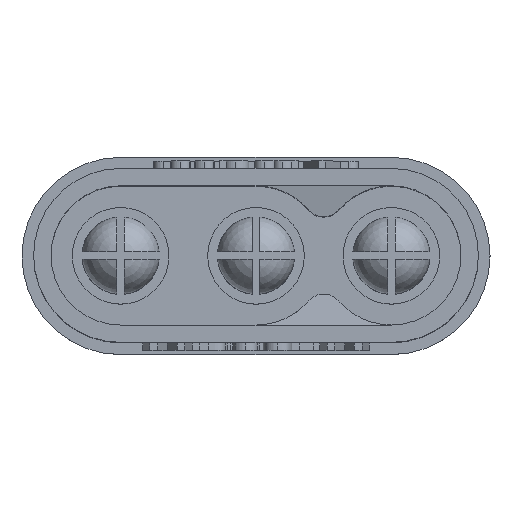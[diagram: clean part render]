
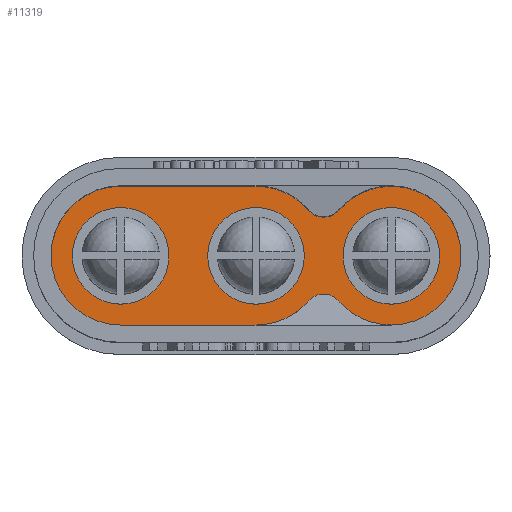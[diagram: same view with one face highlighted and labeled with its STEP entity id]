
A CAD part, top view. The second image highlights one B-rep face of the part: STEP entity #11319.
In plain terms, the highlighted planar face has unit normal (0, 0, 1).
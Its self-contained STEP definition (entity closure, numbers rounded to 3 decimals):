
#8 = CARTESIAN_POINT ( 'NONE',  ( 1.25, 0., 1. ) ) ;
#18 = CARTESIAN_POINT ( 'NONE',  ( -3.5, -1.8, 1. ) ) ;
#80 = AXIS2_PLACEMENT_3D ( 'NONE', #191, #1852, #12438 ) ;
#89 = EDGE_LOOP ( 'NONE', ( #16695, #14711 ) ) ;
#125 = EDGE_CURVE ( 'NONE', #9301, #12998, #10442, .T. ) ;
#154 = VERTEX_POINT ( 'NONE', #8 ) ;
#191 = CARTESIAN_POINT ( 'NONE',  ( -3.5, 0., 1. ) ) ;
#498 = DIRECTION ( 'NONE',  ( 1., 0., 0. ) ) ;
#706 = VECTOR ( 'NONE', #16735, 1000. ) ;
#775 = DIRECTION ( 'NONE',  ( 0., 0., -1. ) ) ;
#793 = DIRECTION ( 'NONE',  ( 0., 0., 1. ) ) ;
#1193 = DIRECTION ( 'NONE',  ( 1., 0., 0. ) ) ;
#1357 = CARTESIAN_POINT ( 'NONE',  ( -3.5, 0., 1. ) ) ;
#1503 = DIRECTION ( 'NONE',  ( 0., 0., 1. ) ) ;
#1607 = AXIS2_PLACEMENT_3D ( 'NONE', #4338, #7408, #11282 ) ;
#1664 = LINE ( 'NONE', #3069, #15105 ) ;
#1852 = DIRECTION ( 'NONE',  ( 0., 0., 1. ) ) ;
#2150 = CIRCLE ( 'NONE', #17385, 1.25 ) ;
#2153 = EDGE_CURVE ( 'NONE', #9317, #17305, #17243, .T. ) ;
#2181 = DIRECTION ( 'NONE',  ( 1., 0., 0. ) ) ;
#2328 = VERTEX_POINT ( 'NONE', #6439 ) ;
#2333 = DIRECTION ( 'NONE',  ( 0., 0., 1. ) ) ;
#2374 = ORIENTED_EDGE ( 'NONE', *, *, #3888, .F. ) ;
#2491 = FACE_BOUND ( 'NONE', #89, .T. ) ;
#2581 = VERTEX_POINT ( 'NONE', #7298 ) ;
#2737 = CIRCLE ( 'NONE', #3846, 1.25 ) ;
#2970 = CARTESIAN_POINT ( 'NONE',  ( 4.75, 0., 1. ) ) ;
#2985 = DIRECTION ( 'NONE',  ( 1., 0., 0. ) ) ;
#3005 = CARTESIAN_POINT ( 'NONE',  ( 3.5, 1.8, 1. ) ) ;
#3069 = CARTESIAN_POINT ( 'NONE',  ( -3.5, -1.8, 1. ) ) ;
#3078 = EDGE_LOOP ( 'NONE', ( #15658, #11509 ) ) ;
#3104 = VERTEX_POINT ( 'NONE', #16235 ) ;
#3656 = DIRECTION ( 'NONE',  ( 1., 0., 0. ) ) ;
#3751 = CARTESIAN_POINT ( 'NONE',  ( 1.75, -1.514, 1. ) ) ;
#3797 = ORIENTED_EDGE ( 'NONE', *, *, #6273, .T. ) ;
#3846 = AXIS2_PLACEMENT_3D ( 'NONE', #9759, #16462, #4372 ) ;
#3865 = AXIS2_PLACEMENT_3D ( 'NONE', #13257, #2333, #3656 ) ;
#3880 = VERTEX_POINT ( 'NONE', #8817 ) ;
#3887 = ORIENTED_EDGE ( 'NONE', *, *, #13303, .T. ) ;
#3888 = EDGE_CURVE ( 'NONE', #2581, #154, #11949, .T. ) ;
#4338 = CARTESIAN_POINT ( 'NONE',  ( 0., 0., 1. ) ) ;
#4372 = DIRECTION ( 'NONE',  ( 1., 0., 0. ) ) ;
#4572 = DIRECTION ( 'NONE',  ( 0., 0., 1. ) ) ;
#4646 = ORIENTED_EDGE ( 'NONE', *, *, #7402, .F. ) ;
#4968 = EDGE_CURVE ( 'NONE', #7848, #5461, #11408, .T. ) ;
#5017 = EDGE_CURVE ( 'NONE', #5461, #12337, #15086, .T. ) ;
#5461 = VERTEX_POINT ( 'NONE', #12367 ) ;
#5568 = CIRCLE ( 'NONE', #13453, 0.514 ) ;
#5901 = CARTESIAN_POINT ( 'NONE',  ( 0., 0., 1. ) ) ;
#6171 = DIRECTION ( 'NONE',  ( 0., 0., 1. ) ) ;
#6212 = DIRECTION ( 'NONE',  ( 1., 0., 0. ) ) ;
#6215 = AXIS2_PLACEMENT_3D ( 'NONE', #16842, #793, #10774 ) ;
#6273 = EDGE_CURVE ( 'NONE', #17305, #14499, #1664, .T. ) ;
#6432 = CARTESIAN_POINT ( 'NONE',  ( 1.75, 1.514, 1. ) ) ;
#6439 = CARTESIAN_POINT ( 'NONE',  ( 2.139, 1.178, 1. ) ) ;
#6709 = CARTESIAN_POINT ( 'NONE',  ( 0., 0., 1. ) ) ;
#6737 = FACE_BOUND ( 'NONE', #3078, .T. ) ;
#7087 = AXIS2_PLACEMENT_3D ( 'NONE', #14341, #7543, #6212 ) ;
#7298 = CARTESIAN_POINT ( 'NONE',  ( -1.25, 0., 1. ) ) ;
#7304 = ORIENTED_EDGE ( 'NONE', *, *, #9189, .T. ) ;
#7402 = EDGE_CURVE ( 'NONE', #154, #2581, #2737, .T. ) ;
#7408 = DIRECTION ( 'NONE',  ( 0., 0., 1. ) ) ;
#7522 = VERTEX_POINT ( 'NONE', #2970 ) ;
#7543 = DIRECTION ( 'NONE',  ( 0., 0., 1. ) ) ;
#7582 = DIRECTION ( 'NONE',  ( 1., 0., 0. ) ) ;
#7725 = AXIS2_PLACEMENT_3D ( 'NONE', #6709, #1503, #13574 ) ;
#7848 = VERTEX_POINT ( 'NONE', #12633 ) ;
#7941 = CARTESIAN_POINT ( 'NONE',  ( -5.3, 0., 1. ) ) ;
#8015 = EDGE_CURVE ( 'NONE', #12998, #9301, #2150, .T. ) ;
#8267 = ORIENTED_EDGE ( 'NONE', *, *, #5017, .T. ) ;
#8325 = ORIENTED_EDGE ( 'NONE', *, *, #4968, .T. ) ;
#8502 = CIRCLE ( 'NONE', #7087, 1.8 ) ;
#8534 = EDGE_CURVE ( 'NONE', #3880, #13982, #5568, .T. ) ;
#8619 = EDGE_CURVE ( 'NONE', #3104, #7522, #10920, .T. ) ;
#8701 = CARTESIAN_POINT ( 'NONE',  ( -4.75, 0., 1. ) ) ;
#8714 = ORIENTED_EDGE ( 'NONE', *, *, #8534, .T. ) ;
#8817 = CARTESIAN_POINT ( 'NONE',  ( 1.361, -1.178, 1. ) ) ;
#9144 = CARTESIAN_POINT ( 'NONE',  ( 2.139, -1.178, 1. ) ) ;
#9189 = EDGE_CURVE ( 'NONE', #12337, #9317, #15102, .T. ) ;
#9217 = CIRCLE ( 'NONE', #1607, 1.8 ) ;
#9301 = VERTEX_POINT ( 'NONE', #10858 ) ;
#9317 = VERTEX_POINT ( 'NONE', #7941 ) ;
#9558 = DIRECTION ( 'NONE',  ( 1., 0., 0. ) ) ;
#9759 = CARTESIAN_POINT ( 'NONE',  ( 0., 0., 1. ) ) ;
#10270 = DIRECTION ( 'NONE',  ( 0., 0., -1. ) ) ;
#10442 = CIRCLE ( 'NONE', #6215, 1.25 ) ;
#10454 = CIRCLE ( 'NONE', #11033, 0.514 ) ;
#10523 = ORIENTED_EDGE ( 'NONE', *, *, #10803, .T. ) ;
#10606 = DIRECTION ( 'NONE',  ( 0., 0., 1. ) ) ;
#10774 = DIRECTION ( 'NONE',  ( 1., 0., 0. ) ) ;
#10803 = EDGE_CURVE ( 'NONE', #13982, #2328, #8502, .T. ) ;
#10858 = CARTESIAN_POINT ( 'NONE',  ( -2.25, 0., 1. ) ) ;
#10920 = CIRCLE ( 'NONE', #3865, 1.25 ) ;
#11033 = AXIS2_PLACEMENT_3D ( 'NONE', #6432, #775, #2181 ) ;
#11088 = DIRECTION ( 'NONE',  ( 0., 0., 1. ) ) ;
#11120 = CARTESIAN_POINT ( 'NONE',  ( 0., -1.8, 1. ) ) ;
#11282 = DIRECTION ( 'NONE',  ( 1., 0., 0. ) ) ;
#11319 = ADVANCED_FACE ( 'NONE', ( #2491, #12191, #6737, #14769 ), #13425, .T. ) ;
#11408 = CIRCLE ( 'NONE', #13674, 1.8 ) ;
#11509 = ORIENTED_EDGE ( 'NONE', *, *, #8619, .F. ) ;
#11898 = CARTESIAN_POINT ( 'NONE',  ( -3.5, 1.8, 1. ) ) ;
#11949 = CIRCLE ( 'NONE', #7725, 1.25 ) ;
#12008 = CARTESIAN_POINT ( 'NONE',  ( -3.5, 0., 1. ) ) ;
#12101 = DIRECTION ( 'NONE',  ( 0., 0., 1. ) ) ;
#12191 = FACE_BOUND ( 'NONE', #16723, .T. ) ;
#12337 = VERTEX_POINT ( 'NONE', #11898 ) ;
#12367 = CARTESIAN_POINT ( 'NONE',  ( 0., 1.8, 1. ) ) ;
#12438 = DIRECTION ( 'NONE',  ( 1., 0., 0. ) ) ;
#12633 = CARTESIAN_POINT ( 'NONE',  ( 1.361, 1.178, 1. ) ) ;
#12816 = EDGE_CURVE ( 'NONE', #7522, #3104, #14978, .T. ) ;
#12998 = VERTEX_POINT ( 'NONE', #8701 ) ;
#13257 = CARTESIAN_POINT ( 'NONE',  ( 3.5, 0., 1. ) ) ;
#13285 = AXIS2_PLACEMENT_3D ( 'NONE', #1357, #12101, #9558 ) ;
#13303 = EDGE_CURVE ( 'NONE', #2328, #7848, #10454, .T. ) ;
#13425 = PLANE ( 'NONE',  #13285 ) ;
#13453 = AXIS2_PLACEMENT_3D ( 'NONE', #3751, #10270, #1193 ) ;
#13511 = DIRECTION ( 'NONE',  ( 1., 0., 0. ) ) ;
#13574 = DIRECTION ( 'NONE',  ( 1., 0., 0. ) ) ;
#13674 = AXIS2_PLACEMENT_3D ( 'NONE', #5901, #4572, #14093 ) ;
#13982 = VERTEX_POINT ( 'NONE', #9144 ) ;
#14093 = DIRECTION ( 'NONE',  ( 1., 0., 0. ) ) ;
#14341 = CARTESIAN_POINT ( 'NONE',  ( 3.5, 0., 1. ) ) ;
#14426 = EDGE_LOOP ( 'NONE', ( #10523, #3887, #8325, #8267, #7304, #14897, #3797, #15709, #8714 ) ) ;
#14499 = VERTEX_POINT ( 'NONE', #11120 ) ;
#14711 = ORIENTED_EDGE ( 'NONE', *, *, #8015, .F. ) ;
#14769 = FACE_OUTER_BOUND ( 'NONE', #14426, .T. ) ;
#14897 = ORIENTED_EDGE ( 'NONE', *, *, #2153, .T. ) ;
#14978 = CIRCLE ( 'NONE', #16901, 1.25 ) ;
#15086 = LINE ( 'NONE', #3005, #706 ) ;
#15102 = CIRCLE ( 'NONE', #17348, 1.8 ) ;
#15105 = VECTOR ( 'NONE', #2985, 1000. ) ;
#15658 = ORIENTED_EDGE ( 'NONE', *, *, #12816, .F. ) ;
#15709 = ORIENTED_EDGE ( 'NONE', *, *, #17354, .T. ) ;
#16235 = CARTESIAN_POINT ( 'NONE',  ( 2.25, 0., 1. ) ) ;
#16462 = DIRECTION ( 'NONE',  ( 0., 0., 1. ) ) ;
#16470 = CARTESIAN_POINT ( 'NONE',  ( 3.5, 0., 1. ) ) ;
#16695 = ORIENTED_EDGE ( 'NONE', *, *, #125, .F. ) ;
#16723 = EDGE_LOOP ( 'NONE', ( #4646, #2374 ) ) ;
#16735 = DIRECTION ( 'NONE',  ( -1., 0., 0. ) ) ;
#16842 = CARTESIAN_POINT ( 'NONE',  ( -3.5, 0., 1. ) ) ;
#16901 = AXIS2_PLACEMENT_3D ( 'NONE', #16470, #11088, #498 ) ;
#17106 = CARTESIAN_POINT ( 'NONE',  ( -3.5, 0., 1. ) ) ;
#17243 = CIRCLE ( 'NONE', #80, 1.8 ) ;
#17305 = VERTEX_POINT ( 'NONE', #18 ) ;
#17348 = AXIS2_PLACEMENT_3D ( 'NONE', #17106, #6171, #7582 ) ;
#17354 = EDGE_CURVE ( 'NONE', #14499, #3880, #9217, .T. ) ;
#17385 = AXIS2_PLACEMENT_3D ( 'NONE', #12008, #10606, #13511 ) ;
